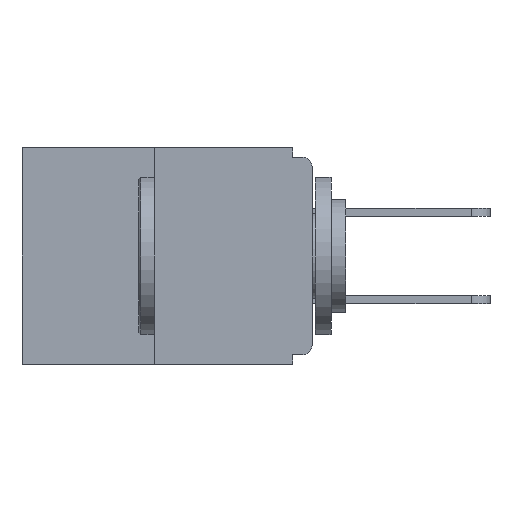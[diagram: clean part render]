
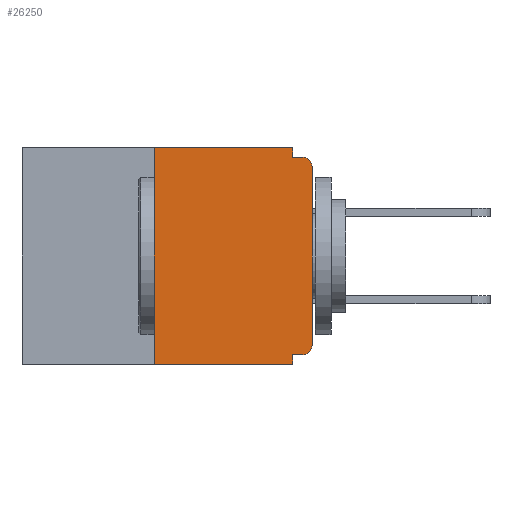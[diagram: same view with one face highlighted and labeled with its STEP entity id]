
A CAD part, left-side view. The second image highlights one B-rep face of the part: STEP entity #26250.
In plain terms, the highlighted planar face has unit normal (-1, 0, 0).
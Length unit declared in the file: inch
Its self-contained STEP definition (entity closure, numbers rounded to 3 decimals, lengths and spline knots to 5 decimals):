
#688 = DIRECTION ( 'NONE',  ( 0., 0., -1. ) ) ;
#1188 = EDGE_CURVE ( 'NONE', #17656, #23055, #19171, .T. ) ;
#1396 = ORIENTED_EDGE ( 'NONE', *, *, #10900, .F. ) ;
#1468 = ORIENTED_EDGE ( 'NONE', *, *, #11618, .F. ) ;
#1554 = AXIS2_PLACEMENT_3D ( 'NONE', #9582, #11575, #2909 ) ;
#1615 = VECTOR ( 'NONE', #26142, 39.37008 ) ;
#1713 = ORIENTED_EDGE ( 'NONE', *, *, #13204, .F. ) ;
#2436 = CARTESIAN_POINT ( 'NONE',  ( 0., 0.031, -0.328 ) ) ;
#2645 = DIRECTION ( 'NONE',  ( 1., 0., 0. ) ) ;
#2701 = VECTOR ( 'NONE', #15893, 39.37008 ) ;
#2909 = DIRECTION ( 'NONE',  ( 0., 0., -1. ) ) ;
#2988 = CARTESIAN_POINT ( 'NONE',  ( 0., 0.031, 0. ) ) ;
#3399 = LINE ( 'NONE', #20184, #2701 ) ;
#3563 = CARTESIAN_POINT ( 'NONE',  ( 0., 0.031, -0.343 ) ) ;
#3834 = EDGE_CURVE ( 'NONE', #4222, #23055, #27857, .T. ) ;
#4222 = VERTEX_POINT ( 'NONE', #14000 ) ;
#4486 = DIRECTION ( 'NONE',  ( 0., 0., 1. ) ) ;
#4679 = CARTESIAN_POINT ( 'NONE',  ( 0., 0., -0.328 ) ) ;
#4734 = CARTESIAN_POINT ( 'NONE',  ( 0., 0.46, 0. ) ) ;
#4929 = VECTOR ( 'NONE', #4486, 39.37008 ) ;
#5895 = CARTESIAN_POINT ( 'NONE',  ( 0., 0.015, -0.328 ) ) ;
#5922 = ORIENTED_EDGE ( 'NONE', *, *, #20905, .F. ) ;
#6171 = CARTESIAN_POINT ( 'NONE',  ( 0., 0., -0.015 ) ) ;
#6792 = AXIS2_PLACEMENT_3D ( 'NONE', #16577, #16386, #688 ) ;
#7769 = CARTESIAN_POINT ( 'NONE',  ( 0., 0.031, -0.015 ) ) ;
#7801 = LINE ( 'NONE', #4679, #12097 ) ;
#8141 = CARTESIAN_POINT ( 'NONE',  ( 0., 0.015, -0.015 ) ) ;
#8472 = ORIENTED_EDGE ( 'NONE', *, *, #13827, .T. ) ;
#8597 = ORIENTED_EDGE ( 'NONE', *, *, #11219, .F. ) ;
#8726 = VERTEX_POINT ( 'NONE', #14533 ) ;
#9022 = CARTESIAN_POINT ( 'NONE',  ( 0., 0.46, 0. ) ) ;
#9236 = VERTEX_POINT ( 'NONE', #24921 ) ;
#9582 = CARTESIAN_POINT ( 'NONE',  ( 0., 0.015, -0.03 ) ) ;
#9710 = DIRECTION ( 'NONE',  ( 0., 0., -1. ) ) ;
#9853 = LINE ( 'NONE', #11165, #4929 ) ;
#10476 = VECTOR ( 'NONE', #13922, 39.37008 ) ;
#10635 = EDGE_CURVE ( 'NONE', #9236, #22270, #3399, .T. ) ;
#10900 = EDGE_CURVE ( 'NONE', #25247, #22270, #11122, .T. ) ;
#11122 = LINE ( 'NONE', #12978, #1615 ) ;
#11165 = CARTESIAN_POINT ( 'NONE',  ( 0., 0., 0. ) ) ;
#11219 = EDGE_CURVE ( 'NONE', #9236, #11952, #28427, .T. ) ;
#11575 = DIRECTION ( 'NONE',  ( -1., 0., 0. ) ) ;
#11618 = EDGE_CURVE ( 'NONE', #11952, #26761, #12499, .T. ) ;
#11794 = ORIENTED_EDGE ( 'NONE', *, *, #3834, .T. ) ;
#11952 = VERTEX_POINT ( 'NONE', #23965 ) ;
#12097 = VECTOR ( 'NONE', #20509, 39.37008 ) ;
#12321 = VERTEX_POINT ( 'NONE', #5895 ) ;
#12499 = LINE ( 'NONE', #4734, #14951 ) ;
#12707 = EDGE_LOOP ( 'NONE', ( #1468, #8597, #12924, #1396, #1713, #25163, #8472, #11794, #24414, #5922 ) ) ;
#12924 = ORIENTED_EDGE ( 'NONE', *, *, #10635, .T. ) ;
#12978 = CARTESIAN_POINT ( 'NONE',  ( 0., 0.031, -0.343 ) ) ;
#13204 = EDGE_CURVE ( 'NONE', #12321, #25247, #7801, .T. ) ;
#13827 = EDGE_CURVE ( 'NONE', #8726, #4222, #9853, .T. ) ;
#13922 = DIRECTION ( 'NONE',  ( 0., 0., -1. ) ) ;
#14000 = CARTESIAN_POINT ( 'NONE',  ( 0., 0., -0.03 ) ) ;
#14387 = LINE ( 'NONE', #2988, #10476 ) ;
#14533 = CARTESIAN_POINT ( 'NONE',  ( 0., 0., -0.313 ) ) ;
#14951 = VECTOR ( 'NONE', #24880, 39.37008 ) ;
#15893 = DIRECTION ( 'NONE',  ( 0., -1., 0. ) ) ;
#15966 = PLANE ( 'NONE',  #16186 ) ;
#16186 = AXIS2_PLACEMENT_3D ( 'NONE', #9022, #2645, #9710 ) ;
#16386 = DIRECTION ( 'NONE',  ( -1., 0., 0. ) ) ;
#16577 = CARTESIAN_POINT ( 'NONE',  ( 0., 0.015, -0.313 ) ) ;
#16998 = CARTESIAN_POINT ( 'NONE',  ( 0., 0.031, 0. ) ) ;
#17531 = DIRECTION ( 'NONE',  ( 0., -1., 0. ) ) ;
#17656 = VERTEX_POINT ( 'NONE', #7769 ) ;
#18457 = VECTOR ( 'NONE', #17531, 39.37008 ) ;
#18647 = CARTESIAN_POINT ( 'NONE',  ( 0., 0.25, 0. ) ) ;
#19171 = LINE ( 'NONE', #6171, #18457 ) ;
#20184 = CARTESIAN_POINT ( 'NONE',  ( 0., 0.46, -0.343 ) ) ;
#20381 = EDGE_CURVE ( 'NONE', #12321, #8726, #22927, .T. ) ;
#20456 = FACE_OUTER_BOUND ( 'NONE', #12707, .T. ) ;
#20509 = DIRECTION ( 'NONE',  ( 0., 1., 0. ) ) ;
#20905 = EDGE_CURVE ( 'NONE', #26761, #17656, #14387, .T. ) ;
#22270 = VERTEX_POINT ( 'NONE', #3563 ) ;
#22927 = CIRCLE ( 'NONE', #6792, 0.015 ) ;
#23055 = VERTEX_POINT ( 'NONE', #8141 ) ;
#23965 = CARTESIAN_POINT ( 'NONE',  ( 0., 0.25, 0. ) ) ;
#24414 = ORIENTED_EDGE ( 'NONE', *, *, #1188, .F. ) ;
#24880 = DIRECTION ( 'NONE',  ( 0., -1., 0. ) ) ;
#24921 = CARTESIAN_POINT ( 'NONE',  ( 0., 0.25, -0.343 ) ) ;
#25163 = ORIENTED_EDGE ( 'NONE', *, *, #20381, .T. ) ;
#25247 = VERTEX_POINT ( 'NONE', #2436 ) ;
#25626 = DIRECTION ( 'NONE',  ( 0., 0., 1. ) ) ;
#26142 = DIRECTION ( 'NONE',  ( 0., 0., -1. ) ) ;
#26250 = ADVANCED_FACE ( 'NONE', ( #20456 ), #15966, .F. ) ;
#26761 = VERTEX_POINT ( 'NONE', #16998 ) ;
#27742 = VECTOR ( 'NONE', #25626, 39.37008 ) ;
#27857 = CIRCLE ( 'NONE', #1554, 0.015 ) ;
#28427 = LINE ( 'NONE', #18647, #27742 ) ;
